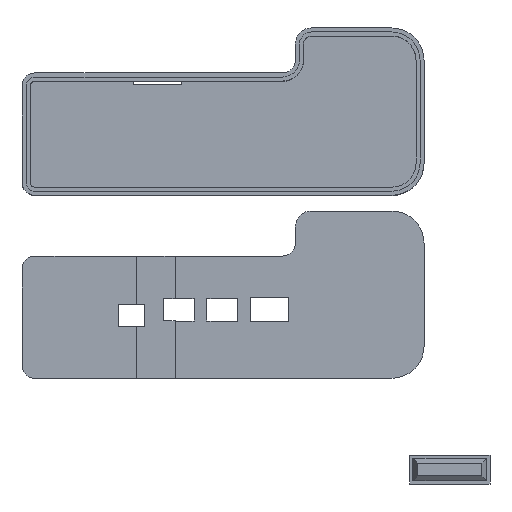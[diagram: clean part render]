
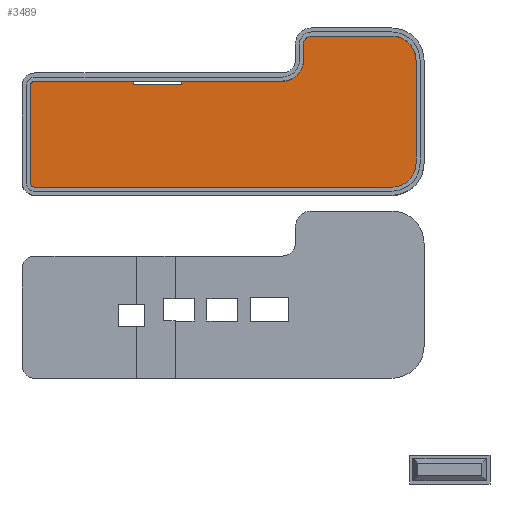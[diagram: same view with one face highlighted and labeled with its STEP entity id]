
A CAD part, top view. The second image highlights one B-rep face of the part: STEP entity #3489.
In plain terms, the highlighted planar face has unit normal (0, 0, 1).
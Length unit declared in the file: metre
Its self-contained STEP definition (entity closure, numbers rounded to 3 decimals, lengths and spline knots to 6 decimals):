
#151=LINE('',#5263,#557);
#155=LINE('',#5271,#561);
#167=LINE('',#5305,#573);
#169=LINE('',#5308,#575);
#174=LINE('',#5317,#580);
#175=LINE('',#5320,#581);
#176=LINE('',#5324,#582);
#177=LINE('',#5328,#583);
#178=LINE('',#5332,#584);
#179=LINE('',#5336,#585);
#557=VECTOR('',#4182,1.);
#561=VECTOR('',#4186,1.);
#573=VECTOR('',#4214,1.);
#575=VECTOR('',#4218,1.);
#580=VECTOR('',#4227,1.);
#581=VECTOR('',#4230,1.);
#582=VECTOR('',#4233,1.);
#583=VECTOR('',#4236,1.);
#584=VECTOR('',#4239,1.);
#585=VECTOR('',#4242,1.);
#1050=ORIENTED_EDGE('',*,*,#2057,.F.);
#1051=ORIENTED_EDGE('',*,*,#2079,.T.);
#1052=ORIENTED_EDGE('',*,*,#2086,.T.);
#1053=ORIENTED_EDGE('',*,*,#2081,.F.);
#1054=ORIENTED_EDGE('',*,*,#2061,.F.);
#1055=ORIENTED_EDGE('',*,*,#2087,.T.);
#1056=ORIENTED_EDGE('',*,*,#2088,.T.);
#1057=ORIENTED_EDGE('',*,*,#2089,.T.);
#1058=ORIENTED_EDGE('',*,*,#2090,.T.);
#1059=ORIENTED_EDGE('',*,*,#2091,.T.);
#1060=ORIENTED_EDGE('',*,*,#2092,.T.);
#1061=ORIENTED_EDGE('',*,*,#2093,.T.);
#1062=ORIENTED_EDGE('',*,*,#2094,.F.);
#1063=ORIENTED_EDGE('',*,*,#2095,.T.);
#1064=ORIENTED_EDGE('',*,*,#2096,.F.);
#1065=ORIENTED_EDGE('',*,*,#2097,.F.);
#2057=EDGE_CURVE('',#2579,#2580,#151,.T.);
#2061=EDGE_CURVE('',#2583,#2564,#155,.T.);
#2079=EDGE_CURVE('',#2579,#2597,#167,.T.);
#2081=EDGE_CURVE('',#2564,#2598,#169,.T.);
#2086=EDGE_CURVE('',#2597,#2598,#174,.T.);
#2087=EDGE_CURVE('',#2583,#2600,#2856,.T.);
#2088=EDGE_CURVE('',#2600,#2601,#175,.T.);
#2089=EDGE_CURVE('',#2601,#2602,#2857,.T.);
#2090=EDGE_CURVE('',#2602,#2603,#176,.T.);
#2091=EDGE_CURVE('',#2603,#2604,#2858,.T.);
#2092=EDGE_CURVE('',#2604,#2605,#177,.T.);
#2093=EDGE_CURVE('',#2605,#2606,#2859,.T.);
#2094=EDGE_CURVE('',#2607,#2606,#178,.T.);
#2095=EDGE_CURVE('',#2607,#2608,#2860,.T.);
#2096=EDGE_CURVE('',#2609,#2608,#179,.T.);
#2097=EDGE_CURVE('',#2580,#2609,#2861,.T.);
#2564=VERTEX_POINT('',#5233);
#2579=VERTEX_POINT('',#5262);
#2580=VERTEX_POINT('',#5264);
#2583=VERTEX_POINT('',#5270);
#2597=VERTEX_POINT('',#5304);
#2598=VERTEX_POINT('',#5309);
#2600=VERTEX_POINT('',#5319);
#2601=VERTEX_POINT('',#5321);
#2602=VERTEX_POINT('',#5323);
#2603=VERTEX_POINT('',#5325);
#2604=VERTEX_POINT('',#5327);
#2605=VERTEX_POINT('',#5329);
#2606=VERTEX_POINT('',#5331);
#2607=VERTEX_POINT('',#5333);
#2608=VERTEX_POINT('',#5335);
#2609=VERTEX_POINT('',#5337);
#2856=CIRCLE('',#3763,0.0015);
#2857=CIRCLE('',#3764,0.0015);
#2858=CIRCLE('',#3765,0.0075);
#2859=CIRCLE('',#3766,0.0075);
#2860=CIRCLE('',#3767,0.0025);
#2861=CIRCLE('',#3768,0.0065);
#2948=EDGE_LOOP('',(#1050,#1051,#1052,#1053,#1054,#1055,#1056,#1057,#1058,
#1059,#1060,#1061,#1062,#1063,#1064,#1065));
#3170=FACE_BOUND('',#2948,.T.);
#3364=PLANE('',#3762);
#3489=ADVANCED_FACE('',(#3170),#3364,.T.);
#3762=AXIS2_PLACEMENT_3D('',#5316,#4225,#4226);
#3763=AXIS2_PLACEMENT_3D('',#5318,#4228,#4229);
#3764=AXIS2_PLACEMENT_3D('',#5322,#4231,#4232);
#3765=AXIS2_PLACEMENT_3D('',#5326,#4234,#4235);
#3766=AXIS2_PLACEMENT_3D('',#5330,#4237,#4238);
#3767=AXIS2_PLACEMENT_3D('',#5334,#4240,#4241);
#3768=AXIS2_PLACEMENT_3D('',#5338,#4243,#4244);
#4182=DIRECTION('',(1.,0.,0.));
#4186=DIRECTION('',(1.,0.,0.));
#4214=DIRECTION('',(0.,-1.,0.));
#4218=DIRECTION('',(0.,-1.,0.));
#4225=DIRECTION('',(0.,0.,1.));
#4226=DIRECTION('',(1.,0.,0.));
#4227=DIRECTION('',(-1.,0.,0.));
#4228=DIRECTION('',(0.,0.,1.));
#4229=DIRECTION('',(1.,0.,0.));
#4230=DIRECTION('',(0.,-1.,0.));
#4231=DIRECTION('',(0.,0.,1.));
#4232=DIRECTION('',(1.,0.,0.));
#4233=DIRECTION('',(1.,0.,0.));
#4234=DIRECTION('',(0.,0.,1.));
#4235=DIRECTION('',(1.,0.,0.));
#4236=DIRECTION('',(0.,1.,0.));
#4237=DIRECTION('',(0.,0.,1.));
#4238=DIRECTION('',(1.,0.,0.));
#4239=DIRECTION('',(1.,0.,0.));
#4240=DIRECTION('',(0.,0.,1.));
#4241=DIRECTION('',(1.,0.,0.));
#4242=DIRECTION('',(0.,1.,0.));
#4243=DIRECTION('',(0.,0.,1.));
#4244=DIRECTION('',(1.,0.,0.));
#5233=CARTESIAN_POINT('',(-0.041337,0.066019,0.0025));
#5262=CARTESIAN_POINT('',(-0.026337,0.066019,0.0025));
#5263=CARTESIAN_POINT('',(-0.033487,0.066019,0.0025));
#5264=CARTESIAN_POINT('',(0.005013,0.066019,0.0025));
#5270=CARTESIAN_POINT('',(-0.071987,0.066019,0.0025));
#5271=CARTESIAN_POINT('',(-0.033487,0.066019,0.0025));
#5304=CARTESIAN_POINT('',(-0.026337,0.064919,0.0025));
#5305=CARTESIAN_POINT('',(-0.026337,0.056519,0.0025));
#5308=CARTESIAN_POINT('',(-0.041337,0.056519,0.0025));
#5309=CARTESIAN_POINT('',(-0.041337,0.064919,0.0025));
#5316=CARTESIAN_POINT('',(-0.013487,0.056519,0.0025));
#5317=CARTESIAN_POINT('',(-0.013487,0.064919,0.0025));
#5318=CARTESIAN_POINT('',(-0.071987,0.064519,0.0025));
#5319=CARTESIAN_POINT('',(-0.073487,0.064519,0.0025));
#5320=CARTESIAN_POINT('',(-0.073487,0.049519,0.0025));
#5321=CARTESIAN_POINT('',(-0.073487,0.034519,0.0025));
#5322=CARTESIAN_POINT('',(-0.071987,0.034519,0.0025));
#5323=CARTESIAN_POINT('',(-0.071987,0.033019,0.0025));
#5324=CARTESIAN_POINT('',(-0.031487,0.033019,0.0025));
#5325=CARTESIAN_POINT('',(0.039013,0.033019,0.0025));
#5326=CARTESIAN_POINT('',(0.039013,0.040519,0.0025));
#5327=CARTESIAN_POINT('',(0.046513,0.040519,0.0025));
#5328=CARTESIAN_POINT('',(0.046513,0.056519,0.0025));
#5329=CARTESIAN_POINT('',(0.046513,0.072519,0.0025));
#5330=CARTESIAN_POINT('',(0.039013,0.072519,0.0025));
#5331=CARTESIAN_POINT('',(0.039013,0.080019,0.0025));
#5332=CARTESIAN_POINT('',(0.026513,0.080019,0.0025));
#5333=CARTESIAN_POINT('',(0.014013,0.080019,0.0025));
#5334=CARTESIAN_POINT('',(0.014013,0.077519,0.0025));
#5335=CARTESIAN_POINT('',(0.011513,0.077519,0.0025));
#5336=CARTESIAN_POINT('',(0.011513,0.075019,0.0025));
#5337=CARTESIAN_POINT('',(0.011513,0.072519,0.0025));
#5338=CARTESIAN_POINT('',(0.005013,0.072519,0.0025));
